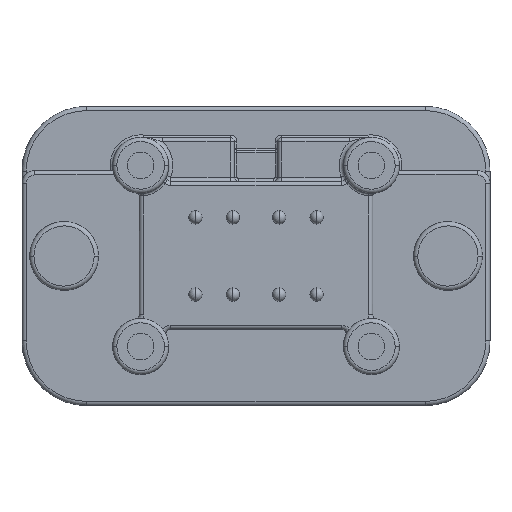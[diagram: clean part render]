
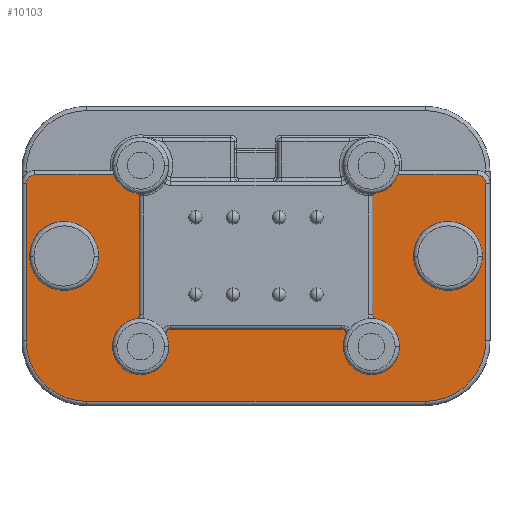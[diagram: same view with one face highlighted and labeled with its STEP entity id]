
A CAD part, front view. The second image highlights one B-rep face of the part: STEP entity #10103.
In plain terms, the highlighted planar face has unit normal (0, -1, 0).
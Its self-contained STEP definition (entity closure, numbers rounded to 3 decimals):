
#193=DIRECTION('',(0.,0.,1.));
#194=VECTOR('',#193,18.56);
#195=CARTESIAN_POINT('',(27.06,0.,-10.005));
#196=LINE('',#195,#194);
#201=CARTESIAN_POINT('',(-13.589,0.,10.668));
#202=DIRECTION('',(0.,-1.,0.));
#203=DIRECTION('',(-0.941,0.,-0.337));
#204=AXIS2_PLACEMENT_3D('',#201,#202,#203);
#206=CARTESIAN_POINT('',(-14.05,0.,7.098));
#207=DIRECTION('',(0.,1.,0.));
#208=DIRECTION('',(0.128,0.,0.992));
#209=AXIS2_PLACEMENT_3D('',#206,#207,#208);
#211=CARTESIAN_POINT('',(-14.25,0.,-6.926));
#212=DIRECTION('',(0.,1.,0.));
#213=DIRECTION('',(1.,0.,0.));
#214=AXIS2_PLACEMENT_3D('',#211,#212,#213);
#216=CARTESIAN_POINT('',(-13.589,0.,-10.668));
#217=DIRECTION('',(0.,-1.,0.));
#218=DIRECTION('',(-0.174,0.,0.985));
#219=AXIS2_PLACEMENT_3D('',#216,#217,#218);
#221=CARTESIAN_POINT('',(-13.589,0.,-10.668));
#222=DIRECTION('',(0.,-1.,0.));
#223=DIRECTION('',(-1.,0.,0.));
#224=AXIS2_PLACEMENT_3D('',#221,#222,#223);
#226=CARTESIAN_POINT('',(-13.589,0.,-10.668));
#227=DIRECTION('',(0.,-1.,0.));
#228=DIRECTION('',(1.,0.,0.));
#229=AXIS2_PLACEMENT_3D('',#226,#227,#228);
#231=CARTESIAN_POINT('',(-10.105,0.,-9.15));
#232=DIRECTION('',(0.,1.,0.));
#233=DIRECTION('',(-0.917,0.,-0.399));
#234=AXIS2_PLACEMENT_3D('',#231,#232,#233);
#236=CARTESIAN_POINT('',(10.105,0.,-9.15));
#237=DIRECTION('',(0.,1.,0.));
#238=DIRECTION('',(0.,0.,1.));
#239=AXIS2_PLACEMENT_3D('',#236,#237,#238);
#241=CARTESIAN_POINT('',(13.589,0.,-10.668));
#242=DIRECTION('',(0.,-1.,0.));
#243=DIRECTION('',(-0.917,0.,0.399));
#244=AXIS2_PLACEMENT_3D('',#241,#242,#243);
#246=CARTESIAN_POINT('',(13.589,0.,-10.668));
#247=DIRECTION('',(0.,-1.,0.));
#248=DIRECTION('',(-1.,0.,0.));
#249=AXIS2_PLACEMENT_3D('',#246,#247,#248);
#251=CARTESIAN_POINT('',(13.589,0.,-10.668));
#252=DIRECTION('',(0.,-1.,0.));
#253=DIRECTION('',(1.,0.,0.));
#254=AXIS2_PLACEMENT_3D('',#251,#252,#253);
#256=CARTESIAN_POINT('',(14.25,0.,-6.926));
#257=DIRECTION('',(0.,1.,0.));
#258=DIRECTION('',(-0.174,0.,-0.985));
#259=AXIS2_PLACEMENT_3D('',#256,#257,#258);
#261=CARTESIAN_POINT('',(14.05,0.,7.098));
#262=DIRECTION('',(0.,1.,0.));
#263=DIRECTION('',(-1.,0.,0.));
#264=AXIS2_PLACEMENT_3D('',#261,#262,#263);
#266=CARTESIAN_POINT('',(13.589,0.,10.668));
#267=DIRECTION('',(0.,-1.,0.));
#268=DIRECTION('',(0.128,0.,-0.992));
#269=AXIS2_PLACEMENT_3D('',#266,#267,#268);
#271=CARTESIAN_POINT('',(26.06,0.,8.555));
#272=DIRECTION('',(0.,1.,0.));
#273=DIRECTION('',(0.,0.,1.));
#274=AXIS2_PLACEMENT_3D('',#271,#272,#273);
#276=CARTESIAN_POINT('',(19.94,0.,-10.005));
#277=DIRECTION('',(0.,1.,0.));
#278=DIRECTION('',(1.,0.,0.));
#279=AXIS2_PLACEMENT_3D('',#276,#277,#278);
#281=CARTESIAN_POINT('',(-19.94,0.,-10.005));
#282=DIRECTION('',(0.,1.,0.));
#283=DIRECTION('',(0.,0.,-1.));
#284=AXIS2_PLACEMENT_3D('',#281,#282,#283);
#286=CARTESIAN_POINT('',(-26.06,0.,8.555));
#287=DIRECTION('',(0.,1.,0.));
#288=DIRECTION('',(-1.,0.,0.));
#289=AXIS2_PLACEMENT_3D('',#286,#287,#288);
#291=CARTESIAN_POINT('',(22.606,0.,0.));
#292=DIRECTION('',(0.,-1.,0.));
#293=DIRECTION('',(1.,0.,0.));
#294=AXIS2_PLACEMENT_3D('',#291,#292,#293);
#296=CARTESIAN_POINT('',(22.606,0.,0.));
#297=DIRECTION('',(0.,-1.,0.));
#298=DIRECTION('',(-1.,0.,0.));
#299=AXIS2_PLACEMENT_3D('',#296,#297,#298);
#301=CARTESIAN_POINT('',(-22.606,0.,0.));
#302=DIRECTION('',(0.,-1.,0.));
#303=DIRECTION('',(1.,0.,0.));
#304=AXIS2_PLACEMENT_3D('',#301,#302,#303);
#306=CARTESIAN_POINT('',(-22.606,0.,0.));
#307=DIRECTION('',(0.,-1.,0.));
#308=DIRECTION('',(-1.,0.,0.));
#309=AXIS2_PLACEMENT_3D('',#306,#307,#308);
#315=DIRECTION('',(-1.,0.,0.));
#316=VECTOR('',#315,9.364);
#317=CARTESIAN_POINT('',(-16.696,0.,9.555));
#318=LINE('',#317,#316);
#449=DIRECTION('',(-1.,0.,0.));
#450=VECTOR('',#449,9.364);
#451=CARTESIAN_POINT('',(26.06,0.,9.555));
#452=LINE('',#451,#450);
#499=DIRECTION('',(0.,0.,-1.));
#500=VECTOR('',#499,14.024);
#501=CARTESIAN_POINT('',(13.75,0.,7.098));
#502=LINE('',#501,#500);
#531=DIRECTION('',(-1.,0.,0.));
#532=VECTOR('',#531,20.211);
#533=CARTESIAN_POINT('',(10.105,0.,-8.65));
#534=LINE('',#533,#532);
#645=DIRECTION('',(0.,0.,1.));
#646=VECTOR('',#645,14.024);
#647=CARTESIAN_POINT('',(-13.75,0.,-6.926));
#648=LINE('',#647,#646);
#2225=DIRECTION('',(0.,0.,-1.));
#2226=VECTOR('',#2225,18.56);
#2227=CARTESIAN_POINT('',(-27.06,0.,8.555));
#2228=LINE('',#2227,#2226);
#2259=DIRECTION('',(1.,0.,0.));
#2260=VECTOR('',#2259,39.88);
#2261=CARTESIAN_POINT('',(-19.94,0.,-17.125));
#2262=LINE('',#2261,#2260);
#7996=CARTESIAN_POINT('',(27.06,0.,-10.005));
#7997=CARTESIAN_POINT('',(27.06,0.,8.555));
#7998=VERTEX_POINT('',#7996);
#7999=VERTEX_POINT('',#7997);
#8000=CARTESIAN_POINT('',(-16.696,0.,9.555));
#8001=CARTESIAN_POINT('',(-26.06,0.,9.555));
#8002=VERTEX_POINT('',#8000);
#8003=VERTEX_POINT('',#8001);
#8004=CARTESIAN_POINT('',(-14.012,0.,7.395));
#8005=VERTEX_POINT('',#8004);
#8006=CARTESIAN_POINT('',(-13.75,0.,7.098));
#8007=VERTEX_POINT('',#8006);
#8008=CARTESIAN_POINT('',(-13.75,0.,-6.926));
#8009=VERTEX_POINT('',#8008);
#8010=CARTESIAN_POINT('',(-14.163,0.,-7.418));
#8011=VERTEX_POINT('',#8010);
#8012=CARTESIAN_POINT('',(-16.889,0.,-10.668));
#8013=VERTEX_POINT('',#8012);
#8014=CARTESIAN_POINT('',(-10.289,0.,-10.668));
#8015=VERTEX_POINT('',#8014);
#8016=CARTESIAN_POINT('',(-10.564,0.,-9.35));
#8017=VERTEX_POINT('',#8016);
#8018=CARTESIAN_POINT('',(-10.105,0.,-8.65));
#8019=VERTEX_POINT('',#8018);
#8020=CARTESIAN_POINT('',(10.105,0.,-8.65));
#8021=VERTEX_POINT('',#8020);
#8022=CARTESIAN_POINT('',(10.564,0.,
-9.35));
#8023=VERTEX_POINT('',#8022);
#8024=CARTESIAN_POINT('',(10.289,0.,-10.668));
#8025=VERTEX_POINT('',#8024);
#8026=CARTESIAN_POINT('',(16.889,0.,-10.668));
#8027=VERTEX_POINT('',#8026);
#8028=CARTESIAN_POINT('',(14.163,0.,-7.418));
#8029=VERTEX_POINT('',#8028);
#8030=CARTESIAN_POINT('',(13.75,0.,-6.926));
#8031=VERTEX_POINT('',#8030);
#8032=CARTESIAN_POINT('',(13.75,0.,7.098));
#8033=VERTEX_POINT('',#8032);
#8034=CARTESIAN_POINT('',(14.012,0.,7.395));
#8035=VERTEX_POINT('',#8034);
#8036=CARTESIAN_POINT('',(16.696,0.,9.555));
#8037=VERTEX_POINT('',#8036);
#8038=CARTESIAN_POINT('',(26.06,0.,9.555));
#8039=VERTEX_POINT('',#8038);
#8040=CARTESIAN_POINT('',(19.94,0.,-17.125));
#8041=VERTEX_POINT('',#8040);
#8042=CARTESIAN_POINT('',(-19.94,0.,-17.125));
#8043=VERTEX_POINT('',#8042);
#8044=CARTESIAN_POINT('',(-27.06,0.,-10.005));
#8045=VERTEX_POINT('',#8044);
#8046=CARTESIAN_POINT('',(-27.06,0.,8.555));
#8047=VERTEX_POINT('',#8046);
#8048=CARTESIAN_POINT('',(26.656,0.,0.));
#8049=CARTESIAN_POINT('',(18.556,0.,0.));
#8050=VERTEX_POINT('',#8048);
#8051=VERTEX_POINT('',#8049);
#8052=CARTESIAN_POINT('',(-18.556,0.,0.));
#8053=CARTESIAN_POINT('',(-26.656,0.,0.));
#8054=VERTEX_POINT('',#8052);
#8055=VERTEX_POINT('',#8053);
#10033=CARTESIAN_POINT('',(0.,0.,0.));
#10034=DIRECTION('',(0.,1.,0.));
#10035=DIRECTION('',(1.,0.,0.));
#10036=AXIS2_PLACEMENT_3D('',#10033,#10034,#10035);
#10037=PLANE('',#10036);
#10039=ORIENTED_EDGE('',*,*,#10038,.F.);
#10041=ORIENTED_EDGE('',*,*,#10040,.T.);
#10043=ORIENTED_EDGE('',*,*,#10042,.T.);
#10045=ORIENTED_EDGE('',*,*,#10044,.F.);
#10047=ORIENTED_EDGE('',*,*,#10046,.T.);
#10049=ORIENTED_EDGE('',*,*,#10048,.T.);
#10051=ORIENTED_EDGE('',*,*,#10050,.T.);
#10053=ORIENTED_EDGE('',*,*,#10052,.T.);
#10055=ORIENTED_EDGE('',*,*,#10054,.T.);
#10057=ORIENTED_EDGE('',*,*,#10056,.F.);
#10059=ORIENTED_EDGE('',*,*,#10058,.T.);
#10061=ORIENTED_EDGE('',*,*,#10060,.T.);
#10063=ORIENTED_EDGE('',*,*,#10062,.T.);
#10065=ORIENTED_EDGE('',*,*,#10064,.T.);
#10067=ORIENTED_EDGE('',*,*,#10066,.T.);
#10069=ORIENTED_EDGE('',*,*,#10068,.F.);
#10071=ORIENTED_EDGE('',*,*,#10070,.T.);
#10073=ORIENTED_EDGE('',*,*,#10072,.T.);
#10075=ORIENTED_EDGE('',*,*,#10074,.F.);
#10077=ORIENTED_EDGE('',*,*,#10076,.T.);
#10078=ORIENTED_EDGE('',*,*,#10023,.F.);
#10080=ORIENTED_EDGE('',*,*,#10079,.T.);
#10082=ORIENTED_EDGE('',*,*,#10081,.F.);
#10084=ORIENTED_EDGE('',*,*,#10083,.T.);
#10086=ORIENTED_EDGE('',*,*,#10085,.F.);
#10088=ORIENTED_EDGE('',*,*,#10087,.T.);
#10089=EDGE_LOOP('',(#10039,#10041,#10043,#10045,#10047,#10049,#10051,#10053,
#10055,#10057,#10059,#10061,#10063,#10065,#10067,#10069,#10071,#10073,#10075,
#10077,#10078,#10080,#10082,#10084,#10086,#10088));
#10090=FACE_OUTER_BOUND('',#10089,.F.);
#10092=ORIENTED_EDGE('',*,*,#10091,.T.);
#10094=ORIENTED_EDGE('',*,*,#10093,.T.);
#10095=EDGE_LOOP('',(#10092,#10094));
#10096=FACE_BOUND('',#10095,.F.);
#10098=ORIENTED_EDGE('',*,*,#10097,.T.);
#10100=ORIENTED_EDGE('',*,*,#10099,.T.);
#10101=EDGE_LOOP('',(#10098,#10100));
#10102=FACE_BOUND('',#10101,.F.);
#10103=ADVANCED_FACE('',(#10090,#10096,#10102),#10037,.F.);
#205=CIRCLE('',#204,3.3);
#210=CIRCLE('',#209,0.3);
#215=CIRCLE('',#214,0.5);
#220=CIRCLE('',#219,3.3);
#225=CIRCLE('',#224,3.3);
#230=CIRCLE('',#229,3.3);
#235=CIRCLE('',#234,0.5);
#240=CIRCLE('',#239,0.5);
#245=CIRCLE('',#244,3.3);
#250=CIRCLE('',#249,3.3);
#255=CIRCLE('',#254,3.3);
#260=CIRCLE('',#259,0.5);
#265=CIRCLE('',#264,0.3);
#270=CIRCLE('',#269,3.3);
#275=CIRCLE('',#274,1.);
#280=CIRCLE('',#279,7.12);
#285=CIRCLE('',#284,7.12);
#290=CIRCLE('',#289,1.);
#295=CIRCLE('',#294,4.05);
#300=CIRCLE('',#299,4.05);
#305=CIRCLE('',#304,4.05);
#310=CIRCLE('',#309,4.05);
#10023=EDGE_CURVE('',#7998,#7999,#196,.T.);
#10038=EDGE_CURVE('',#8002,#8003,#318,.T.);
#10040=EDGE_CURVE('',#8002,#8005,#205,.T.);
#10042=EDGE_CURVE('',#8005,#8007,#210,.T.);
#10044=EDGE_CURVE('',#8009,#8007,#648,.T.);
#10046=EDGE_CURVE('',#8009,#8011,#215,.T.);
#10048=EDGE_CURVE('',#8011,#8013,#220,.T.);
#10050=EDGE_CURVE('',#8013,#8015,#225,.T.);
#10052=EDGE_CURVE('',#8015,#8017,#230,.T.);
#10054=EDGE_CURVE('',#8017,#8019,#235,.T.);
#10056=EDGE_CURVE('',#8021,#8019,#534,.T.);
#10058=EDGE_CURVE('',#8021,#8023,#240,.T.);
#10060=EDGE_CURVE('',#8023,#8025,#245,.T.);
#10062=EDGE_CURVE('',#8025,#8027,#250,.T.);
#10064=EDGE_CURVE('',#8027,#8029,#255,.T.);
#10066=EDGE_CURVE('',#8029,#8031,#260,.T.);
#10068=EDGE_CURVE('',#8033,#8031,#502,.T.);
#10070=EDGE_CURVE('',#8033,#8035,#265,.T.);
#10072=EDGE_CURVE('',#8035,#8037,#270,.T.);
#10074=EDGE_CURVE('',#8039,#8037,#452,.T.);
#10076=EDGE_CURVE('',#8039,#7999,#275,.T.);
#10079=EDGE_CURVE('',#7998,#8041,#280,.T.);
#10081=EDGE_CURVE('',#8043,#8041,#2262,.T.);
#10083=EDGE_CURVE('',#8043,#8045,#285,.T.);
#10085=EDGE_CURVE('',#8047,#8045,#2228,.T.);
#10087=EDGE_CURVE('',#8047,#8003,#290,.T.);
#10091=EDGE_CURVE('',#8050,#8051,#295,.T.);
#10093=EDGE_CURVE('',#8051,#8050,#300,.T.);
#10097=EDGE_CURVE('',#8054,#8055,#305,.T.);
#10099=EDGE_CURVE('',#8055,#8054,#310,.T.);
